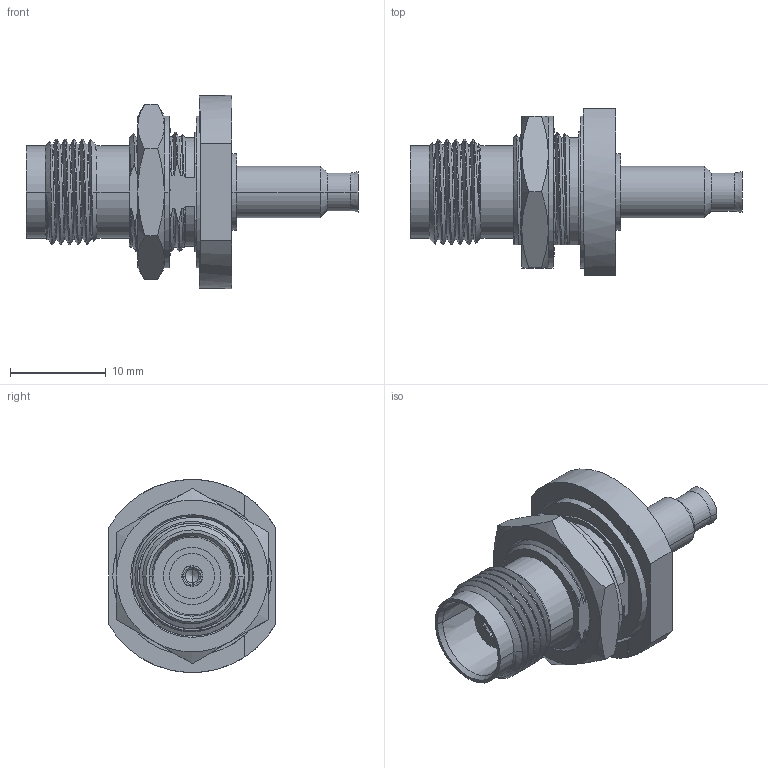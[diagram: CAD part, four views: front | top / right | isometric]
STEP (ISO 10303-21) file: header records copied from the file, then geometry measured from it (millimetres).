
FILE_DESCRIPTION((''),'2;1');
FILE_NAME('31-6111','2016-12-23T',('Clement Lazar'),(''),'PRO/ENGINEER BY PARAMETRIC TECHNOLOGY CORPORATION, 2014440','PRO/ENGINEER BY PARAMETRIC TECHNOLOGY CORPORATION, 2014440','');
FILE_SCHEMA(('CONFIG_CONTROL_DESIGN'));
Length unit declared in the file: millimetre
Products named in the file (1): 31-6111
Bounding box: 34.71 x 17.45 x 20.19 mm (x, y, z)
Surface area: 3389.6 mm2 (no closed solid volume)
Topology: 0 solids, 10 shells, 272 faces, 763 edges, 506 vertices
Faces by surface type: bspline 89, cylinder 75, plane 57, cone 49, torus 2
Entity records: 21455 total; most frequent: CARTESIAN_POINT 14985, ORIENTED_EDGE 1356, DIRECTION 1151, EDGE_CURVE 759, VERTEX_POINT 506, AXIS2_PLACEMENT_3D 392, VECTOR 367, LINE 367
